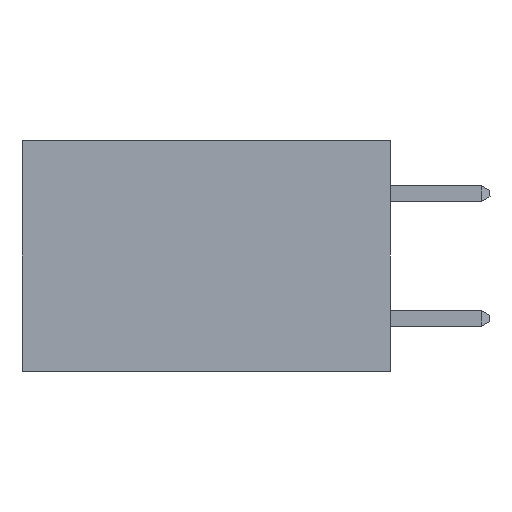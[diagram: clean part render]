
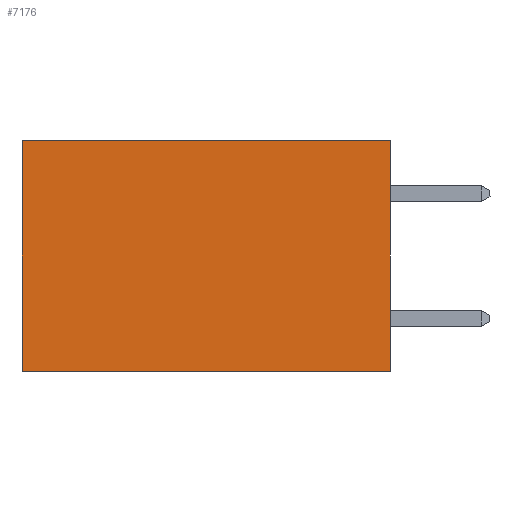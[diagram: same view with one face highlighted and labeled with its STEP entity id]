
A CAD part, left-side view. The second image highlights one B-rep face of the part: STEP entity #7176.
In plain terms, the highlighted planar face has unit normal (-1, 0, 0).
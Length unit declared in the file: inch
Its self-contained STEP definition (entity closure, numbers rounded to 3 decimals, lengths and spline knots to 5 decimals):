
#33 = VERTEX_POINT ( 'NONE', #6506 ) ;
#129 = EDGE_CURVE ( 'NONE', #3081, #33, #5350, .T. ) ;
#631 = FACE_OUTER_BOUND ( 'NONE', #7987, .T. ) ;
#682 = EDGE_CURVE ( 'NONE', #33, #5808, #7724, .T. ) ;
#744 = DIRECTION ( 'NONE',  ( 0., 1., 0. ) ) ;
#926 = CARTESIAN_POINT ( 'NONE',  ( 0.277, 0., 0. ) ) ;
#1201 = CARTESIAN_POINT ( 'NONE',  ( 0.277, 0., -0.37 ) ) ;
#1277 = DIRECTION ( 'NONE',  ( 0., 0., -1. ) ) ;
#1352 = VERTEX_POINT ( 'NONE', #8077 ) ;
#1545 = VECTOR ( 'NONE', #6359, 39.37008 ) ;
#1732 = VECTOR ( 'NONE', #5370, 39.37008 ) ;
#1766 = LINE ( 'NONE', #7643, #8511 ) ;
#3028 = CARTESIAN_POINT ( 'NONE',  ( 0.277, 0., 0. ) ) ;
#3081 = VERTEX_POINT ( 'NONE', #3028 ) ;
#3206 = ORIENTED_EDGE ( 'NONE', *, *, #3521, .F. ) ;
#3521 = EDGE_CURVE ( 'NONE', #1352, #5808, #1766, .T. ) ;
#3567 = EDGE_CURVE ( 'NONE', #3081, #1352, #5386, .T. ) ;
#4381 = VECTOR ( 'NONE', #1277, 39.37008 ) ;
#4997 = CARTESIAN_POINT ( 'NONE',  ( 0.277, 0.59, -0.37 ) ) ;
#5123 = ORIENTED_EDGE ( 'NONE', *, *, #129, .T. ) ;
#5350 = LINE ( 'NONE', #926, #1732 ) ;
#5370 = DIRECTION ( 'NONE',  ( 0., 1., 0. ) ) ;
#5386 = LINE ( 'NONE', #1201, #1545 ) ;
#5808 = VERTEX_POINT ( 'NONE', #4997 ) ;
#6359 = DIRECTION ( 'NONE',  ( 0., 0., -1. ) ) ;
#6506 = CARTESIAN_POINT ( 'NONE',  ( 0.277, 0.59, 0. ) ) ;
#6518 = ORIENTED_EDGE ( 'NONE', *, *, #682, .T. ) ;
#6758 = ORIENTED_EDGE ( 'NONE', *, *, #3567, .F. ) ;
#6896 = DIRECTION ( 'NONE',  ( 0., 0., -1. ) ) ;
#6921 = DIRECTION ( 'NONE',  ( 1., 0., 0. ) ) ;
#6959 = PLANE ( 'NONE',  #7048 ) ;
#7045 = CARTESIAN_POINT ( 'NONE',  ( 0.277, 0., -0.37 ) ) ;
#7048 = AXIS2_PLACEMENT_3D ( 'NONE', #7045, #6921, #6896 ) ;
#7176 = ADVANCED_FACE ( 'NONE', ( #631 ), #6959, .F. ) ;
#7643 = CARTESIAN_POINT ( 'NONE',  ( 0.277, 0., -0.37 ) ) ;
#7724 = LINE ( 'NONE', #8002, #4381 ) ;
#7987 = EDGE_LOOP ( 'NONE', ( #6518, #3206, #6758, #5123 ) ) ;
#8002 = CARTESIAN_POINT ( 'NONE',  ( 0.277, 0.59, -0.37 ) ) ;
#8077 = CARTESIAN_POINT ( 'NONE',  ( 0.277, 0., -0.37 ) ) ;
#8511 = VECTOR ( 'NONE', #744, 39.37008 ) ;
